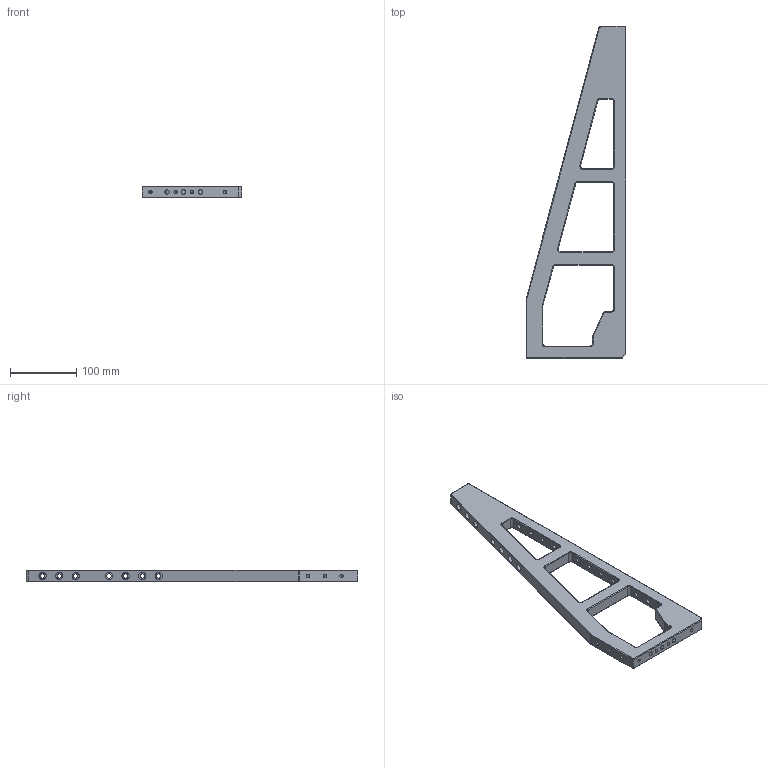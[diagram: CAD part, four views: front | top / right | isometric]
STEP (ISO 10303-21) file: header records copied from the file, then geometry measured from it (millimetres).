
FILE_DESCRIPTION (( 'STEP AP214' ), '1' );
FILE_NAME ('VBT1550M.STEP', '2018-02-09T03:32:18', ( '' ), ( '' ), 'SwSTEP 2.0', 'SolidWorks 2016', '' );
FILE_SCHEMA (( 'AUTOMOTIVE_DESIGN' ));
Length unit declared in the file: millimetre
Products named in the file (2): U-F1-VBT1550M1-D0; VBT1550M
Assembly tree (1 placements, depth 2):
  VBT1550M
    U-F1-VBT1550M1-D0
Bounding box: 150 x 500 x 18 mm (x, y, z)
Volume: 500682.8 mm3; surface area: 114277 mm2
Topology: 1 solids, 1 shells, 245 faces, 604 edges, 346 vertices
Faces by surface type: cylinder 146, cone 36, torus 36, plane 27
Entity records: 7522 total; most frequent: DIRECTION 1326, CARTESIAN_POINT 1253, ORIENTED_EDGE 1136, EDGE_CURVE 568, AXIS2_PLACEMENT_3D 539, VERTEX_POINT 346, EDGE_LOOP 312, CIRCLE 290
